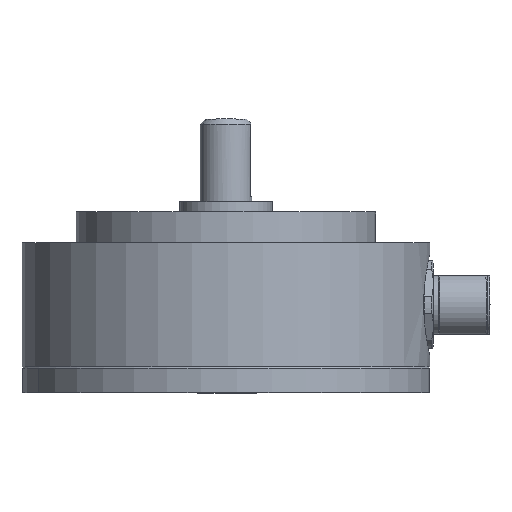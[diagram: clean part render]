
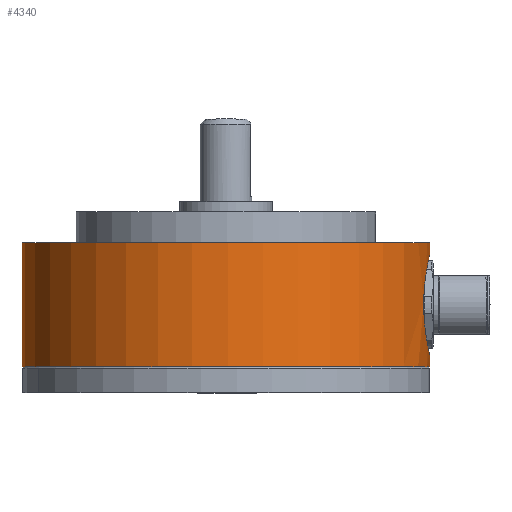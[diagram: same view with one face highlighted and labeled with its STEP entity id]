
A CAD part, top view. The second image highlights one B-rep face of the part: STEP entity #4340.
In plain terms, the highlighted cylindrical face has radius 39.5 mm (diameter 79 mm), a partial arc.
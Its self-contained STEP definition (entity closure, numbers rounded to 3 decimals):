
#17 = CIRCLE ( 'NONE', #7629, 39.5 ) ;
#43 = ORIENTED_EDGE ( 'NONE', *, *, #6307, .T. ) ;
#182 = VERTEX_POINT ( 'NONE', #9994 ) ;
#185 = DIRECTION ( 'NONE',  ( -1., 0., 0.01 ) ) ;
#236 = CARTESIAN_POINT ( 'NONE',  ( 40.385, -8.666, 10.216 ) ) ;
#283 = CARTESIAN_POINT ( 'NONE',  ( 39.861, -0.743, 12.626 ) ) ;
#329 = CARTESIAN_POINT ( 'NONE',  ( 40.728, 6.431, 7.982 ) ) ;
#900 = ORIENTED_EDGE ( 'NONE', *, *, #6306, .T. ) ;
#1032 = ORIENTED_EDGE ( 'NONE', *, *, #6326, .T. ) ;
#1329 = CARTESIAN_POINT ( 'NONE',  ( 41.028, -11.99, 3.994 ) ) ;
#1376 = CARTESIAN_POINT ( 'NONE',  ( 40.193, -7.346, 11.179 ) ) ;
#1424 = CARTESIAN_POINT ( 'NONE',  ( 39.97, 1.166, 12.18 ) ) ;
#1477 = CARTESIAN_POINT ( 'NONE',  ( 40.827, 6.911, 7.122 ) ) ;
#1490 = CARTESIAN_POINT ( 'NONE',  ( 41.032, -12.055, 2.679 ) ) ;
#1597 = DIRECTION ( 'NONE',  ( 0., 1., 0. ) ) ;
#2456 = CARTESIAN_POINT ( 'NONE',  ( 40.974, -11.718, 5.274 ) ) ;
#2503 = CARTESIAN_POINT ( 'NONE',  ( 40.09, -6.489, 11.658 ) ) ;
#2553 = CARTESIAN_POINT ( 'NONE',  ( 40.089, 2.375, 11.66 ) ) ;
#2608 = CARTESIAN_POINT ( 'NONE',  ( 40.936, 7.429, 5.918 ) ) ;
#2663 = DIRECTION ( 'NONE',  ( 0., 1., 0. ) ) ;
#3020 = VECTOR ( 'NONE', #8168, 1000. ) ;
#3142 = ORIENTED_EDGE ( 'NONE', *, *, #6289, .T. ) ;
#3346 = CIRCLE ( 'NONE', #6977, 39.5 ) ;
#3479 = DIRECTION ( 'NONE',  ( 0., 1., 0. ) ) ;
#3587 = CARTESIAN_POINT ( 'NONE',  ( 40.91, -11.415, 6.216 ) ) ;
#3640 = CARTESIAN_POINT ( 'NONE',  ( 40.001, -5.594, 12.048 ) ) ;
#3691 = CARTESIAN_POINT ( 'NONE',  ( 40.192, 3.231, 11.183 ) ) ;
#3743 = CARTESIAN_POINT ( 'NONE',  ( 41.015, 7.814, 4.328 ) ) ;
#3763 = ORIENTED_EDGE ( 'NONE', *, *, #6310, .T. ) ;
#3802 = CARTESIAN_POINT ( 'NONE',  ( -37.964, -14.055, 3.461 ) ) ;
#3819 = CARTESIAN_POINT ( 'NONE',  ( 1.534, -14.055, 3.07 ) ) ;
#3979 = CARTESIAN_POINT ( 'NONE',  ( 41.032, 7.945, 2.679 ) ) ;
#4340 = ADVANCED_FACE ( 'NONE', ( #9053 ), #5225, .T. ) ;
#4428 = LINE ( 'NONE', #12470, #8043 ) ;
#4580 = VERTEX_POINT ( 'NONE', #1490 ) ;
#4701 = CARTESIAN_POINT ( 'NONE',  ( 40.766, -10.73, 7.698 ) ) ;
#4751 = CARTESIAN_POINT ( 'NONE',  ( 39.929, -4.66, 12.35 ) ) ;
#4763 = CARTESIAN_POINT ( 'NONE',  ( -37.964, 9.945, 3.461 ) ) ;
#4801 = CARTESIAN_POINT ( 'NONE',  ( 40.305, 4.032, 10.627 ) ) ;
#4846 = CARTESIAN_POINT ( 'NONE',  ( 41.035, 7.929, 3.341 ) ) ;
#4891 = DIRECTION ( 'NONE',  ( 0., -1., 0. ) ) ;
#5225 = CYLINDRICAL_SURFACE ( 'NONE', #8138, 39.5 ) ;
#5721 = EDGE_LOOP ( 'NONE', ( #900, #3142, #43, #3763, #1032, #10929 ) ) ;
#5783 = CARTESIAN_POINT ( 'NONE',  ( 41.039, -12.055, 3.342 ) ) ;
#5832 = CARTESIAN_POINT ( 'NONE',  ( 40.62, -9.99, 8.778 ) ) ;
#5879 = CARTESIAN_POINT ( 'NONE',  ( 39.861, -3.369, 12.626 ) ) ;
#5922 = CARTESIAN_POINT ( 'NONE',  ( 40.424, 4.781, 9.991 ) ) ;
#5977 = CARTESIAN_POINT ( 'NONE',  ( 41.032, 7.945, 2.679 ) ) ;
#6097 = DIRECTION ( 'NONE',  ( -1., 0., 0.01 ) ) ;
#6289 = EDGE_CURVE ( 'NONE', #6752, #4580, #4428, .T. ) ;
#6306 = EDGE_CURVE ( 'NONE', #12631, #6752, #3346, .T. ) ;
#6307 = EDGE_CURVE ( 'NONE', #4580, #11924, #9670, .T. ) ;
#6310 = EDGE_CURVE ( 'NONE', #11924, #182, #6320, .T. ) ;
#6320 = LINE ( 'NONE', #7978, #3020 ) ;
#6326 = EDGE_CURVE ( 'NONE', #182, #13311, #17, .T. ) ;
#6330 = EDGE_CURVE ( 'NONE', #12631, #13311, #11224, .T. ) ;
#6752 = VERTEX_POINT ( 'NONE', #12284 ) ;
#6874 = DIRECTION ( 'NONE',  ( 0., 1., 0. ) ) ;
#6924 = CARTESIAN_POINT ( 'NONE',  ( 40.504, -9.355, 9.526 ) ) ;
#6971 = CARTESIAN_POINT ( 'NONE',  ( 39.844, -1.409, 12.692 ) ) ;
#6977 = AXIS2_PLACEMENT_3D ( 'NONE', #12539, #6874, #185 ) ;
#7025 = CARTESIAN_POINT ( 'NONE',  ( 40.621, 5.888, 8.793 ) ) ;
#7629 = AXIS2_PLACEMENT_3D ( 'NONE', #10967, #4891, #11850 ) ;
#7978 = CARTESIAN_POINT ( 'NONE',  ( 41.032, -14.055, 2.679 ) ) ;
#8035 = CARTESIAN_POINT ( 'NONE',  ( 40.306, -8.165, 10.63 ) ) ;
#8043 = VECTOR ( 'NONE', #3479, 1000. ) ;
#8080 = CARTESIAN_POINT ( 'NONE',  ( 39.924, 0.541, 12.37 ) ) ;
#8124 = CARTESIAN_POINT ( 'NONE',  ( 40.763, 6.6, 7.702 ) ) ;
#8138 = AXIS2_PLACEMENT_3D ( 'NONE', #3819, #1597, #6097 ) ;
#8168 = DIRECTION ( 'NONE',  ( 0., 1., 0. ) ) ;
#8973 = CARTESIAN_POINT ( 'NONE',  ( 40.99, -11.798, 4.956 ) ) ;
#9013 = CARTESIAN_POINT ( 'NONE',  ( 40.157, -7.064, 11.349 ) ) ;
#9053 = FACE_OUTER_BOUND ( 'NONE', #5721, .T. ) ;
#9054 = CARTESIAN_POINT ( 'NONE',  ( 40.057, 2.076, 11.802 ) ) ;
#9090 = CARTESIAN_POINT ( 'NONE',  ( 40.856, 7.052, 6.824 ) ) ;
#9670 = B_SPLINE_CURVE_WITH_KNOTS ( 'NONE', 3,
 ( #11647, #5783, #1329, #8973, #2456, #9914, #3587, #10805, #4701, #11686, #5832, #12574, #6924, #236, #8035, #1376, #9013, #2503, #9949, #3640, #10845, #4751, #11728, #5879, #12617, #6971, #283, #8080, #1424, #9054, #2553, #9996, #3691, #10879, #4801, #11766, #5922, #12659, #7025, #329, #8124, #1477, #9090, #2608, #10040, #3743, #10922, #4846, #11809, #5977 ),
 .UNSPECIFIED., .F., .F.,
 ( 4, 2, 2, 2, 2, 2, 2, 2, 2, 2, 2, 2, 2, 2, 2, 2, 2, 2, 2, 2, 2, 2, 2, 2, 4 ),
 ( 0., 0.002, 0.003, 0.004, 0.006, 0.007, 0.008, 0.01, 0.011, 0.012, 0.013, 0.014, 0.016, 0.018, 0.02, 0.021, 0.022, 0.023, 0.024, 0.025, 0.026, 0.027, 0.029, 0.03, 0.031 ),
 .UNSPECIFIED. ) ;
#9914 = CARTESIAN_POINT ( 'NONE',  ( 40.934, -11.527, 5.904 ) ) ;
#9949 = CARTESIAN_POINT ( 'NONE',  ( 40.058, -6.195, 11.797 ) ) ;
#9994 = CARTESIAN_POINT ( 'NONE',  ( 41.032, 9.945, 2.679 ) ) ;
#9996 = CARTESIAN_POINT ( 'NONE',  ( 40.157, 2.952, 11.35 ) ) ;
#10040 = CARTESIAN_POINT ( 'NONE',  ( 40.977, 7.619, 5.295 ) ) ;
#10805 = CARTESIAN_POINT ( 'NONE',  ( 40.83, -11.038, 7.124 ) ) ;
#10845 = CARTESIAN_POINT ( 'NONE',  ( 39.974, -5.288, 12.159 ) ) ;
#10879 = CARTESIAN_POINT ( 'NONE',  ( 40.267, 3.771, 10.821 ) ) ;
#10922 = CARTESIAN_POINT ( 'NONE',  ( 41.025, 7.863, 4. ) ) ;
#10929 = ORIENTED_EDGE ( 'NONE', *, *, #6330, .F. ) ;
#10952 = VECTOR ( 'NONE', #2663, 1000. ) ;
#10967 = CARTESIAN_POINT ( 'NONE',  ( 1.534, 9.945, 3.07 ) ) ;
#11224 = LINE ( 'NONE', #3802, #10952 ) ;
#11647 = CARTESIAN_POINT ( 'NONE',  ( 41.032, -12.055, 2.679 ) ) ;
#11686 = CARTESIAN_POINT ( 'NONE',  ( 40.658, -10.186, 8.513 ) ) ;
#11728 = CARTESIAN_POINT ( 'NONE',  ( 39.909, -4.338, 12.432 ) ) ;
#11766 = CARTESIAN_POINT ( 'NONE',  ( 40.383, 4.537, 10.213 ) ) ;
#11788 = CARTESIAN_POINT ( 'NONE',  ( -37.964, -14.055, 3.461 ) ) ;
#11809 = CARTESIAN_POINT ( 'NONE',  ( 41.035, 7.945, 3.011 ) ) ;
#11850 = DIRECTION ( 'NONE',  ( -1., 0., 0.01 ) ) ;
#11924 = VERTEX_POINT ( 'NONE', #3979 ) ;
#12284 = CARTESIAN_POINT ( 'NONE',  ( 41.032, -14.055, 2.679 ) ) ;
#12470 = CARTESIAN_POINT ( 'NONE',  ( 41.032, -14.055, 2.679 ) ) ;
#12539 = CARTESIAN_POINT ( 'NONE',  ( 1.534, -14.055, 3.07 ) ) ;
#12574 = CARTESIAN_POINT ( 'NONE',  ( 40.543, -9.574, 9.285 ) ) ;
#12617 = CARTESIAN_POINT ( 'NONE',  ( 39.845, -2.719, 12.691 ) ) ;
#12631 = VERTEX_POINT ( 'NONE', #11788 ) ;
#12659 = CARTESIAN_POINT ( 'NONE',  ( 40.543, 5.476, 9.296 ) ) ;
#13311 = VERTEX_POINT ( 'NONE', #4763 ) ;
